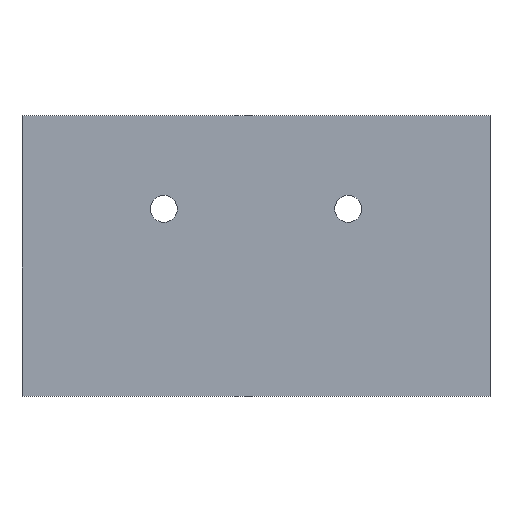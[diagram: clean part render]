
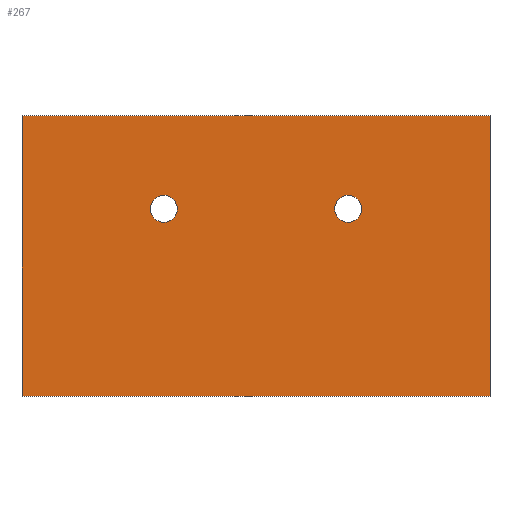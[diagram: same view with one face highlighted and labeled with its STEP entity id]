
A CAD part, top view. The second image highlights one B-rep face of the part: STEP entity #267.
In plain terms, the highlighted planar face has unit normal (0, 0, 1).
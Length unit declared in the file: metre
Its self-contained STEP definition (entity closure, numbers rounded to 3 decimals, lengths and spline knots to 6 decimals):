
#18=LINE('',#401,#42);
#22=LINE('',#411,#46);
#25=LINE('',#417,#49);
#27=LINE('',#425,#51);
#42=VECTOR('',#324,1.);
#46=VECTOR('',#332,1.);
#49=VECTOR('',#337,1.);
#51=VECTOR('',#347,1.);
#86=ORIENTED_EDGE('',*,*,#131,.F.);
#87=ORIENTED_EDGE('',*,*,#136,.T.);
#88=ORIENTED_EDGE('',*,*,#139,.T.);
#89=ORIENTED_EDGE('',*,*,#143,.F.);
#90=ORIENTED_EDGE('',*,*,#140,.F.);
#91=ORIENTED_EDGE('',*,*,#144,.F.);
#131=EDGE_CURVE('',#163,#164,#18,.T.);
#136=EDGE_CURVE('',#163,#167,#22,.T.);
#139=EDGE_CURVE('',#167,#169,#25,.T.);
#140=EDGE_CURVE('',#170,#170,#186,.T.);
#143=EDGE_CURVE('',#164,#169,#27,.T.);
#144=EDGE_CURVE('',#172,#172,#188,.T.);
#163=VERTEX_POINT('',#400);
#164=VERTEX_POINT('',#402);
#167=VERTEX_POINT('',#410);
#169=VERTEX_POINT('',#416);
#170=VERTEX_POINT('',#420);
#172=VERTEX_POINT('',#428);
#186=CIRCLE('',#297,0.0015);
#188=CIRCLE('',#301,0.0015);
#202=EDGE_LOOP('',(#86,#87,#88,#89));
#203=EDGE_LOOP('',(#90));
#204=EDGE_LOOP('',(#91));
#230=FACE_BOUND('',#202,.T.);
#231=FACE_BOUND('',#203,.T.);
#232=FACE_BOUND('',#204,.T.);
#252=PLANE('',#303);
#267=ADVANCED_FACE('',(#230,#231,#232),#252,.T.);
#297=AXIS2_PLACEMENT_3D('',#419,#340,#341);
#301=AXIS2_PLACEMENT_3D('',#427,#350,#351);
#303=AXIS2_PLACEMENT_3D('',#431,#354,#355);
#324=DIRECTION('',(0.,-1.,0.));
#332=DIRECTION('',(-1.,0.,0.));
#337=DIRECTION('',(0.,-1.,0.));
#340=DIRECTION('',(0.,0.,1.));
#341=DIRECTION('',(1.,0.,0.));
#347=DIRECTION('',(-1.,0.,0.));
#350=DIRECTION('',(0.,0.,1.));
#351=DIRECTION('',(1.,0.,0.));
#354=DIRECTION('',(0.,0.,1.));
#355=DIRECTION('',(1.,0.,0.));
#400=CARTESIAN_POINT('',(0.026,0.0156,0.004));
#401=CARTESIAN_POINT('',(0.026,0.,0.004));
#402=CARTESIAN_POINT('',(0.026,-0.0156,0.004));
#410=CARTESIAN_POINT('',(-0.026,0.0156,0.004));
#411=CARTESIAN_POINT('',(0.,0.0156,0.004));
#416=CARTESIAN_POINT('',(-0.026,-0.0156,0.004));
#417=CARTESIAN_POINT('',(-0.026,0.,0.004));
#419=CARTESIAN_POINT('',(-0.01025,0.005247,0.004));
#420=CARTESIAN_POINT('',(-0.00875,0.005247,0.004));
#425=CARTESIAN_POINT('',(0.,-0.0156,0.004));
#427=CARTESIAN_POINT('',(0.01025,0.005247,0.004));
#428=CARTESIAN_POINT('',(0.01175,0.005247,0.004));
#431=CARTESIAN_POINT('',(0.,0.,0.004));
